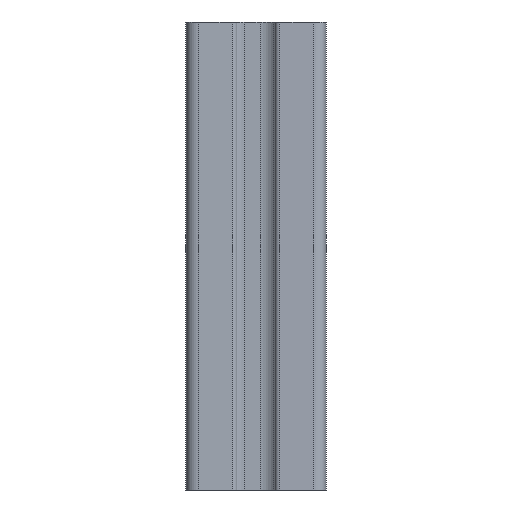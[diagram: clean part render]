
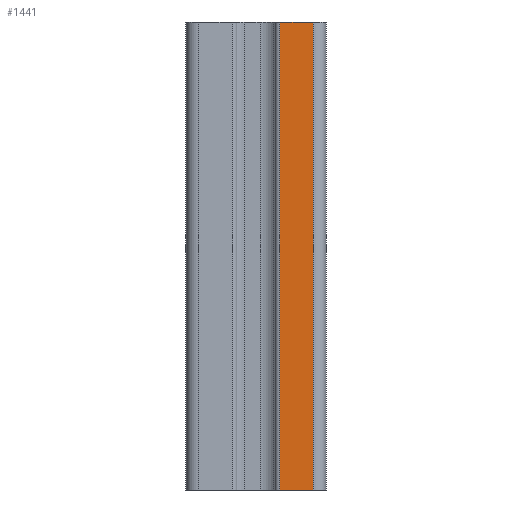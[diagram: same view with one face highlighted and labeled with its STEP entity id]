
A CAD part, front view. The second image highlights one B-rep face of the part: STEP entity #1441.
In plain terms, the highlighted planar face has unit normal (-0.016, -1, 0).
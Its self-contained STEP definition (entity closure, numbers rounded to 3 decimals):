
#34=PLANE('',#1598);
#89=FACE_OUTER_BOUND('',#165,.T.);
#165=EDGE_LOOP('',(#1145,#1146,#1147,#1148));
#220=LINE('',#2192,#357);
#288=LINE('',#2405,#425);
#289=LINE('',#2408,#426);
#290=LINE('',#2409,#427);
#357=VECTOR('',#1724,10.);
#425=VECTOR('',#1942,10.);
#426=VECTOR('',#1945,10.);
#427=VECTOR('',#1946,10.);
#598=VERTEX_POINT('',#2189);
#599=VERTEX_POINT('',#2191);
#669=VERTEX_POINT('',#2403);
#670=VERTEX_POINT('',#2407);
#745=EDGE_CURVE('',#598,#599,#220,.T.);
#852=EDGE_CURVE('',#598,#669,#288,.T.);
#853=EDGE_CURVE('',#670,#669,#289,.T.);
#854=EDGE_CURVE('',#599,#670,#290,.T.);
#1145=ORIENTED_EDGE('',*,*,#852,.T.);
#1146=ORIENTED_EDGE('',*,*,#853,.F.);
#1147=ORIENTED_EDGE('',*,*,#854,.F.);
#1148=ORIENTED_EDGE('',*,*,#745,.F.);
#1441=ADVANCED_FACE('',(#89),#34,.T.);
#1598=AXIS2_PLACEMENT_3D('',#2406,#1943,#1944);
#1724=DIRECTION('',(-1.,0.016,0.));
#1942=DIRECTION('',(0.,0.,1.));
#1943=DIRECTION('center_axis',(-0.016,-1.,0.));
#1944=DIRECTION('ref_axis',(1.,-0.016,0.));
#1945=DIRECTION('',(1.,-0.016,0.));
#1946=DIRECTION('',(0.,0.,1.));
#2189=CARTESIAN_POINT('',(27.068,0.036,-50.));
#2191=CARTESIAN_POINT('',(19.9,0.148,-50.));
#2192=CARTESIAN_POINT('',(19.9,0.148,-50.));
#2403=CARTESIAN_POINT('',(27.068,0.036,50.));
#2405=CARTESIAN_POINT('',(27.068,0.036,0.));
#2406=CARTESIAN_POINT('Origin',(19.9,0.148,0.));
#2407=CARTESIAN_POINT('',(19.9,0.148,50.));
#2408=CARTESIAN_POINT('',(19.9,0.148,50.));
#2409=CARTESIAN_POINT('',(19.9,0.148,0.));
